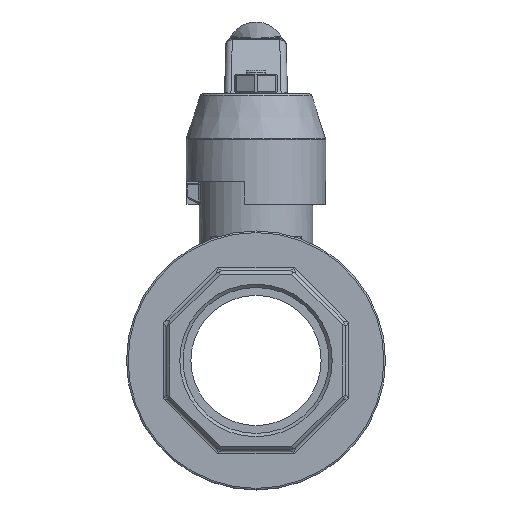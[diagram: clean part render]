
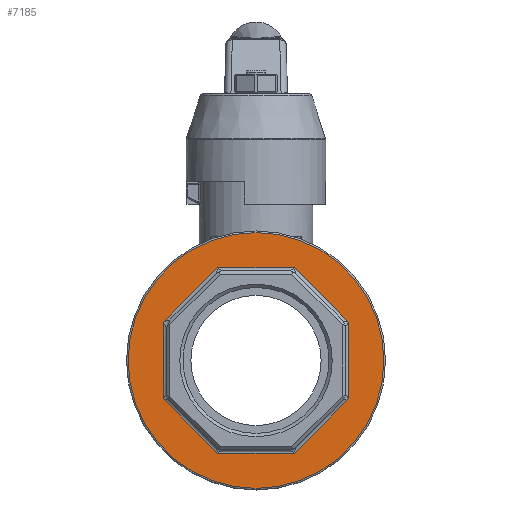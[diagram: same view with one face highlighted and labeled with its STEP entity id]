
A CAD part, front view. The second image highlights one B-rep face of the part: STEP entity #7185.
In plain terms, the highlighted planar face has unit normal (0, -1, 0).
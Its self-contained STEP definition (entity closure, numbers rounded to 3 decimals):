
#527=CIRCLE('',#7629,39.3);
#1275=ORIENTED_EDGE('',*,*,#2591,.T.);
#1276=ORIENTED_EDGE('',*,*,#2592,.T.);
#1277=ORIENTED_EDGE('',*,*,#2593,.T.);
#1278=ORIENTED_EDGE('',*,*,#2594,.T.);
#1279=ORIENTED_EDGE('',*,*,#2595,.T.);
#1280=ORIENTED_EDGE('',*,*,#2596,.T.);
#1281=ORIENTED_EDGE('',*,*,#2597,.T.);
#1282=ORIENTED_EDGE('',*,*,#2598,.T.);
#1283=ORIENTED_EDGE('',*,*,#2599,.T.);
#2591=EDGE_CURVE('',#3283,#3283,#527,.F.);
#2592=EDGE_CURVE('',#3284,#3285,#3710,.T.);
#2593=EDGE_CURVE('',#3285,#3286,#3711,.T.);
#2594=EDGE_CURVE('',#3286,#3287,#3712,.T.);
#2595=EDGE_CURVE('',#3287,#3288,#3713,.T.);
#2596=EDGE_CURVE('',#3288,#3289,#3714,.T.);
#2597=EDGE_CURVE('',#3289,#3290,#3715,.T.);
#2598=EDGE_CURVE('',#3290,#3291,#3716,.T.);
#2599=EDGE_CURVE('',#3291,#3284,#3717,.T.);
#3283=VERTEX_POINT('',#10913);
#3284=VERTEX_POINT('',#10915);
#3285=VERTEX_POINT('',#10916);
#3286=VERTEX_POINT('',#10918);
#3287=VERTEX_POINT('',#10920);
#3288=VERTEX_POINT('',#10922);
#3289=VERTEX_POINT('',#10924);
#3290=VERTEX_POINT('',#10926);
#3291=VERTEX_POINT('',#10928);
#3710=LINE('',#10914,#4120);
#3711=LINE('',#10917,#4121);
#3712=LINE('',#10919,#4122);
#3713=LINE('',#10921,#4123);
#3714=LINE('',#10923,#4124);
#3715=LINE('',#10925,#4125);
#3716=LINE('',#10927,#4126);
#3717=LINE('',#10929,#4127);
#4120=VECTOR('',#8540,1000.);
#4121=VECTOR('',#8541,1000.);
#4122=VECTOR('',#8542,1000.);
#4123=VECTOR('',#8543,1000.);
#4124=VECTOR('',#8544,1000.);
#4125=VECTOR('',#8545,1000.);
#4126=VECTOR('',#8546,1000.);
#4127=VECTOR('',#8547,1000.);
#4485=EDGE_LOOP('',(#1275));
#4486=EDGE_LOOP('',(#1276,#1277,#1278,#1279,#1280,#1281,#1282,#1283));
#4869=FACE_BOUND('',#4485,.T.);
#4870=FACE_BOUND('',#4486,.T.);
#5161=PLANE('',#7628);
#7185=ADVANCED_FACE('',(#4869,#4870),#5161,.F.);
#7628=AXIS2_PLACEMENT_3D('',#10911,#8536,#8537);
#7629=AXIS2_PLACEMENT_3D('',#10912,#8538,#8539);
#8536=DIRECTION('',(0.,1.,0.));
#8537=DIRECTION('',(0.,0.,1.));
#8538=DIRECTION('',(0.,1.,0.));
#8539=DIRECTION('',(0.,0.,1.));
#8540=DIRECTION('',(0.707,0.,-0.707));
#8541=DIRECTION('',(0.,0.,-1.));
#8542=DIRECTION('',(-0.707,0.,-0.707));
#8543=DIRECTION('',(-1.,0.,0.));
#8544=DIRECTION('',(-0.707,0.,0.707));
#8545=DIRECTION('',(0.,0.,1.));
#8546=DIRECTION('',(0.707,0.,0.707));
#8547=DIRECTION('',(1.,0.,0.));
#10911=CARTESIAN_POINT('',(0.,22.,0.));
#10912=CARTESIAN_POINT('',(0.,22.,0.));
#10913=CARTESIAN_POINT('',(0.,22.,39.3));
#10914=CARTESIAN_POINT('',(28.207,22.,12.098));
#10915=CARTESIAN_POINT('',(11.805,22.,28.5));
#10916=CARTESIAN_POINT('',(28.5,22.,11.805));
#10917=CARTESIAN_POINT('',(28.5,22.,-11.391));
#10918=CARTESIAN_POINT('',(28.5,22.,-11.805));
#10919=CARTESIAN_POINT('',(12.098,22.,-28.207));
#10920=CARTESIAN_POINT('',(11.805,22.,-28.5));
#10921=CARTESIAN_POINT('',(-11.391,22.,-28.5));
#10922=CARTESIAN_POINT('',(-11.805,22.,-28.5));
#10923=CARTESIAN_POINT('',(-28.207,22.,-12.098));
#10924=CARTESIAN_POINT('',(-28.5,22.,-11.805));
#10925=CARTESIAN_POINT('',(-28.5,22.,11.391));
#10926=CARTESIAN_POINT('',(-28.5,22.,11.805));
#10927=CARTESIAN_POINT('',(-12.098,22.,28.207));
#10928=CARTESIAN_POINT('',(-11.805,22.,28.5));
#10929=CARTESIAN_POINT('',(11.391,22.,28.5));
